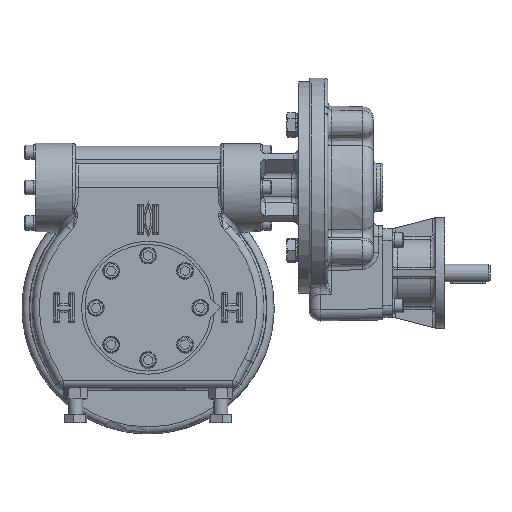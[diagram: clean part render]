
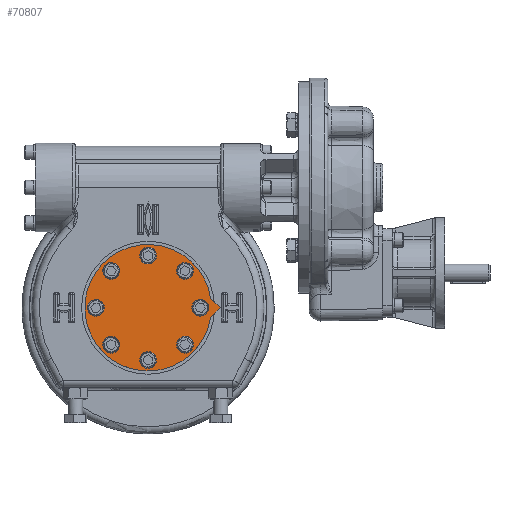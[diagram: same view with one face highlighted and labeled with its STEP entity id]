
A CAD part, top view. The second image highlights one B-rep face of the part: STEP entity #70807.
In plain terms, the highlighted planar face has unit normal (0, 0, 1).
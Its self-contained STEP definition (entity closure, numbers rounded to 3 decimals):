
#2198=LINE('',#99726,#5339);
#2199=LINE('',#99728,#5340);
#5339=VECTOR('',#81344,1000.);
#5340=VECTOR('',#81345,1000.);
#12869=ORIENTED_EDGE('',*,*,#25236,.T.);
#12870=ORIENTED_EDGE('',*,*,#25235,.T.);
#12871=ORIENTED_EDGE('',*,*,#25234,.T.);
#12872=ORIENTED_EDGE('',*,*,#25233,.T.);
#12873=ORIENTED_EDGE('',*,*,#25232,.T.);
#12874=ORIENTED_EDGE('',*,*,#25231,.T.);
#12875=ORIENTED_EDGE('',*,*,#25230,.T.);
#12876=ORIENTED_EDGE('',*,*,#25229,.T.);
#12877=ORIENTED_EDGE('',*,*,#25323,.F.);
#12878=ORIENTED_EDGE('',*,*,#25324,.F.);
#12879=ORIENTED_EDGE('',*,*,#25325,.F.);
#25229=EDGE_CURVE('',#31698,#31698,#35847,.T.);
#25230=EDGE_CURVE('',#31699,#31699,#35848,.T.);
#25231=EDGE_CURVE('',#31700,#31700,#35849,.T.);
#25232=EDGE_CURVE('',#31701,#31701,#35850,.T.);
#25233=EDGE_CURVE('',#31702,#31702,#35851,.T.);
#25234=EDGE_CURVE('',#31703,#31703,#35852,.T.);
#25235=EDGE_CURVE('',#31704,#31704,#35853,.T.);
#25236=EDGE_CURVE('',#31705,#31705,#35854,.T.);
#25323=EDGE_CURVE('',#31748,#31749,#35860,.T.);
#25324=EDGE_CURVE('',#31750,#31748,#2198,.T.);
#25325=EDGE_CURVE('',#31749,#31750,#2199,.T.);
#31698=VERTEX_POINT('',#99265);
#31699=VERTEX_POINT('',#99268);
#31700=VERTEX_POINT('',#99271);
#31701=VERTEX_POINT('',#99274);
#31702=VERTEX_POINT('',#99277);
#31703=VERTEX_POINT('',#99280);
#31704=VERTEX_POINT('',#99283);
#31705=VERTEX_POINT('',#99286);
#31748=VERTEX_POINT('',#99724);
#31749=VERTEX_POINT('',#99725);
#31750=VERTEX_POINT('',#99727);
#35847=CIRCLE('',#74485,9.5);
#35848=CIRCLE('',#74487,9.5);
#35849=CIRCLE('',#74489,9.5);
#35850=CIRCLE('',#74491,9.5);
#35851=CIRCLE('',#74493,9.5);
#35852=CIRCLE('',#74495,9.5);
#35853=CIRCLE('',#74497,9.5);
#35854=CIRCLE('',#74499,9.5);
#35860=CIRCLE('',#74548,71.5);
#38373=EDGE_LOOP('',(#12869));
#38374=EDGE_LOOP('',(#12870));
#38375=EDGE_LOOP('',(#12871));
#38376=EDGE_LOOP('',(#12872));
#38377=EDGE_LOOP('',(#12873));
#38378=EDGE_LOOP('',(#12874));
#38379=EDGE_LOOP('',(#12875));
#38380=EDGE_LOOP('',(#12876));
#38381=EDGE_LOOP('',(#12877,#12878,#12879));
#42441=FACE_BOUND('',#38373,.T.);
#42442=FACE_BOUND('',#38374,.T.);
#42443=FACE_BOUND('',#38375,.T.);
#42444=FACE_BOUND('',#38376,.T.);
#42445=FACE_BOUND('',#38377,.T.);
#42446=FACE_BOUND('',#38378,.T.);
#42447=FACE_BOUND('',#38379,.T.);
#42448=FACE_BOUND('',#38380,.T.);
#42449=FACE_BOUND('',#38381,.T.);
#45983=PLANE('',#74547);
#70807=ADVANCED_FACE('',(#42441,#42442,#42443,#42444,#42445,#42446,#42447,
#42448,#42449),#45983,.F.);
#74485=AXIS2_PLACEMENT_3D('',#99264,#81189,#81190);
#74487=AXIS2_PLACEMENT_3D('',#99267,#81193,#81194);
#74489=AXIS2_PLACEMENT_3D('',#99270,#81197,#81198);
#74491=AXIS2_PLACEMENT_3D('',#99273,#81201,#81202);
#74493=AXIS2_PLACEMENT_3D('',#99276,#81205,#81206);
#74495=AXIS2_PLACEMENT_3D('',#99279,#81209,#81210);
#74497=AXIS2_PLACEMENT_3D('',#99282,#81213,#81214);
#74499=AXIS2_PLACEMENT_3D('',#99285,#81217,#81218);
#74547=AXIS2_PLACEMENT_3D('',#99722,#81340,#81341);
#74548=AXIS2_PLACEMENT_3D('',#99723,#81342,#81343);
#81189=DIRECTION('',(0.,0.,-1.));
#81190=DIRECTION('',(-0.383,0.924,0.));
#81193=DIRECTION('',(0.,0.,-1.));
#81194=DIRECTION('',(0.383,-0.924,0.));
#81197=DIRECTION('',(0.,0.,-1.));
#81198=DIRECTION('',(0.924,-0.382,0.));
#81201=DIRECTION('',(0.,0.,-1.));
#81202=DIRECTION('',(0.924,0.383,0.));
#81205=DIRECTION('',(0.,0.,-1.));
#81206=DIRECTION('',(0.382,0.924,0.));
#81209=DIRECTION('',(0.,0.,-1.));
#81210=DIRECTION('',(-0.924,0.382,0.));
#81213=DIRECTION('',(0.,0.,-1.));
#81214=DIRECTION('',(-0.924,-0.383,0.));
#81217=DIRECTION('',(0.,0.,-1.));
#81218=DIRECTION('',(-0.382,-0.924,0.));
#81340=DIRECTION('',(0.,0.,-1.));
#81341=DIRECTION('',(1.,0.,0.));
#81342=DIRECTION('',(0.,0.,-1.));
#81343=DIRECTION('',(1.,0.,0.));
#81344=DIRECTION('',(-0.707,-0.707,0.));
#81345=DIRECTION('',(0.707,-0.707,0.));
#99264=CARTESIAN_POINT('',(-59.,0.,90.95));
#99265=CARTESIAN_POINT('',(-62.639,8.775,90.95));
#99267=CARTESIAN_POINT('',(59.,0.,90.95));
#99268=CARTESIAN_POINT('',(62.639,-8.775,90.95));
#99270=CARTESIAN_POINT('',(41.719,41.719,90.95));
#99271=CARTESIAN_POINT('',(50.498,38.087,90.95));
#99273=CARTESIAN_POINT('',(0.,59.,90.95));
#99274=CARTESIAN_POINT('',(8.775,62.639,90.95));
#99276=CARTESIAN_POINT('',(-41.719,41.719,90.95));
#99277=CARTESIAN_POINT('',(-38.087,50.498,90.95));
#99279=CARTESIAN_POINT('',(-41.719,-41.719,90.95));
#99280=CARTESIAN_POINT('',(-50.498,-38.087,90.95));
#99282=CARTESIAN_POINT('',(0.,-59.,90.95));
#99283=CARTESIAN_POINT('',(-8.775,-62.639,90.95));
#99285=CARTESIAN_POINT('',(41.719,-41.719,90.95));
#99286=CARTESIAN_POINT('',(38.087,-50.498,90.95));
#99722=CARTESIAN_POINT('',(0.,0.,
90.95));
#99723=CARTESIAN_POINT('',(0.,0.,
90.95));
#99724=CARTESIAN_POINT('',(70.676,-10.824,90.95));
#99725=CARTESIAN_POINT('',(70.676,10.824,90.95));
#99726=CARTESIAN_POINT('',(81.5,0.,90.95));
#99727=CARTESIAN_POINT('',(81.5,0.,90.95));
#99728=CARTESIAN_POINT('',(70.676,10.824,90.95));
